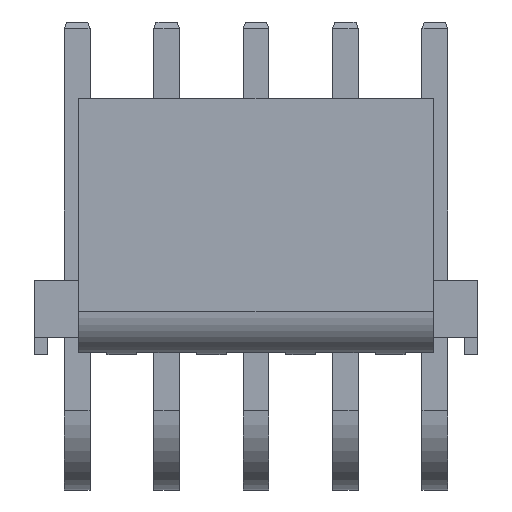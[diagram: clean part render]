
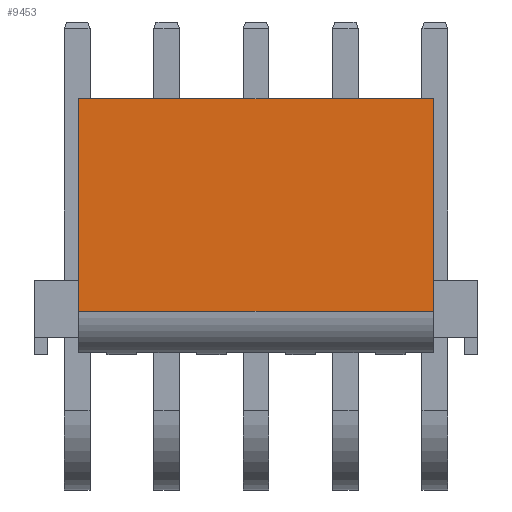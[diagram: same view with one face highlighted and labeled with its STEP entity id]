
A CAD part, top view. The second image highlights one B-rep face of the part: STEP entity #9453.
In plain terms, the highlighted planar face has unit normal (0, 0, 1).
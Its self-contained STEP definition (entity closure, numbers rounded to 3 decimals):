
#1681 = PLANE('',#1682);
#1682 = AXIS2_PLACEMENT_3D('',#1683,#1684,#1685);
#1683 = CARTESIAN_POINT('',(15.765,19.345,10.01));
#1684 = DIRECTION('',(-1.,0.,0.));
#1685 = DIRECTION('',(0.,-1.,0.));
#2183 = PLANE('',#2184);
#2184 = AXIS2_PLACEMENT_3D('',#2185,#2186,#2187);
#2185 = CARTESIAN_POINT('',(0.075,4.715,10.01));
#2186 = DIRECTION('',(1.,0.,0.));
#2187 = DIRECTION('',(0.,1.,0.));
#4319 = EDGE_CURVE('',#4320,#4322,#4324,.T.);
#4320 = VERTEX_POINT('',#4321);
#4321 = CARTESIAN_POINT('',(0.075,7.32,10.01));
#4322 = VERTEX_POINT('',#4323);
#4323 = CARTESIAN_POINT('',(0.075,16.74,10.01));
#4324 = SURFACE_CURVE('',#4325,(#4329,#4336),.PCURVE_S1.);
#4325 = LINE('',#4326,#4327);
#4326 = CARTESIAN_POINT('',(0.075,4.715,10.01));
#4327 = VECTOR('',#4328,1.);
#4328 = DIRECTION('',(0.,1.,0.));
#4329 = PCURVE('',#2183,#4330);
#4330 = DEFINITIONAL_REPRESENTATION('',(#4331),#4335);
#4331 = LINE('',#4332,#4333);
#4332 = CARTESIAN_POINT('',(0.,0.));
#4333 = VECTOR('',#4334,1.);
#4334 = DIRECTION('',(1.,0.));
#4335 = ( GEOMETRIC_REPRESENTATION_CONTEXT(2)
PARAMETRIC_REPRESENTATION_CONTEXT() REPRESENTATION_CONTEXT('2D SPACE',''
) );
#4336 = PCURVE('',#4337,#4342);
#4337 = PLANE('',#4338);
#4338 = AXIS2_PLACEMENT_3D('',#4339,#4340,#4341);
#4339 = CARTESIAN_POINT('',(17.745,16.74,10.01));
#4340 = DIRECTION('',(0.,0.,1.));
#4341 = DIRECTION('',(0.,-1.,0.));
#4342 = DEFINITIONAL_REPRESENTATION('',(#4343),#4347);
#4343 = LINE('',#4344,#4345);
#4344 = CARTESIAN_POINT('',(12.025,-17.67));
#4345 = VECTOR('',#4346,1.);
#4346 = DIRECTION('',(-1.,0.));
#4347 = ( GEOMETRIC_REPRESENTATION_CONTEXT(2)
PARAMETRIC_REPRESENTATION_CONTEXT() REPRESENTATION_CONTEXT('2D SPACE',''
) );
#4366 = CYLINDRICAL_SURFACE('',#4367,1.948);
#4367 = AXIS2_PLACEMENT_3D('',#4368,#4369,#4370);
#4368 = CARTESIAN_POINT('',(17.745,7.357,8.063));
#4369 = DIRECTION('',(1.,0.,0.));
#4370 = DIRECTION('',(0.,-0.019,
1.));
#4598 = PLANE('',#4599);
#4599 = AXIS2_PLACEMENT_3D('',#4600,#4601,#4602);
#4600 = CARTESIAN_POINT('',(17.745,16.74,9.24));
#4601 = DIRECTION('',(0.,1.,0.));
#4602 = DIRECTION('',(0.,0.,1.));
#5523 = EDGE_CURVE('',#5524,#5526,#5528,.T.);
#5524 = VERTEX_POINT('',#5525);
#5525 = CARTESIAN_POINT('',(15.765,16.74,10.01));
#5526 = VERTEX_POINT('',#5527);
#5527 = CARTESIAN_POINT('',(15.765,7.32,10.01));
#5528 = SURFACE_CURVE('',#5529,(#5533,#5540),.PCURVE_S1.);
#5529 = LINE('',#5530,#5531);
#5530 = CARTESIAN_POINT('',(15.765,19.345,10.01));
#5531 = VECTOR('',#5532,1.);
#5532 = DIRECTION('',(0.,-1.,0.));
#5533 = PCURVE('',#1681,#5534);
#5534 = DEFINITIONAL_REPRESENTATION('',(#5535),#5539);
#5535 = LINE('',#5536,#5537);
#5536 = CARTESIAN_POINT('',(0.,0.));
#5537 = VECTOR('',#5538,1.);
#5538 = DIRECTION('',(1.,0.));
#5539 = ( GEOMETRIC_REPRESENTATION_CONTEXT(2)
PARAMETRIC_REPRESENTATION_CONTEXT() REPRESENTATION_CONTEXT('2D SPACE',''
) );
#5540 = PCURVE('',#4337,#5541);
#5541 = DEFINITIONAL_REPRESENTATION('',(#5542),#5546);
#5542 = LINE('',#5543,#5544);
#5543 = CARTESIAN_POINT('',(-2.605,-1.98));
#5544 = VECTOR('',#5545,1.);
#5545 = DIRECTION('',(1.,0.));
#5546 = ( GEOMETRIC_REPRESENTATION_CONTEXT(2)
PARAMETRIC_REPRESENTATION_CONTEXT() REPRESENTATION_CONTEXT('2D SPACE',''
) );
#9453 = ADVANCED_FACE('',(#9454),#4337,.T.);
#9454 = FACE_BOUND('',#9455,.T.);
#9455 = EDGE_LOOP('',(#9456,#9457,#9478,#9479));
#9456 = ORIENTED_EDGE('',*,*,#5523,.F.);
#9457 = ORIENTED_EDGE('',*,*,#9458,.T.);
#9458 = EDGE_CURVE('',#5524,#4322,#9459,.T.);
#9459 = SURFACE_CURVE('',#9460,(#9464,#9471),.PCURVE_S1.);
#9460 = LINE('',#9461,#9462);
#9461 = CARTESIAN_POINT('',(17.745,16.74,10.01));
#9462 = VECTOR('',#9463,1.);
#9463 = DIRECTION('',(-1.,0.,0.));
#9464 = PCURVE('',#4337,#9465);
#9465 = DEFINITIONAL_REPRESENTATION('',(#9466),#9470);
#9466 = LINE('',#9467,#9468);
#9467 = CARTESIAN_POINT('',(0.,0.));
#9468 = VECTOR('',#9469,1.);
#9469 = DIRECTION('',(0.,-1.));
#9470 = ( GEOMETRIC_REPRESENTATION_CONTEXT(2)
PARAMETRIC_REPRESENTATION_CONTEXT() REPRESENTATION_CONTEXT('2D SPACE',''
) );
#9471 = PCURVE('',#4598,#9472);
#9472 = DEFINITIONAL_REPRESENTATION('',(#9473),#9477);
#9473 = LINE('',#9474,#9475);
#9474 = CARTESIAN_POINT('',(0.77,0.));
#9475 = VECTOR('',#9476,1.);
#9476 = DIRECTION('',(0.,-1.));
#9477 = ( GEOMETRIC_REPRESENTATION_CONTEXT(2)
PARAMETRIC_REPRESENTATION_CONTEXT() REPRESENTATION_CONTEXT('2D SPACE',''
) );
#9478 = ORIENTED_EDGE('',*,*,#4319,.F.);
#9479 = ORIENTED_EDGE('',*,*,#9480,.F.);
#9480 = EDGE_CURVE('',#5526,#4320,#9481,.T.);
#9481 = SURFACE_CURVE('',#9482,(#9486,#9493),.PCURVE_S1.);
#9482 = LINE('',#9483,#9484);
#9483 = CARTESIAN_POINT('',(17.745,7.32,10.01));
#9484 = VECTOR('',#9485,1.);
#9485 = DIRECTION('',(-1.,0.,0.));
#9486 = PCURVE('',#4337,#9487);
#9487 = DEFINITIONAL_REPRESENTATION('',(#9488),#9492);
#9488 = LINE('',#9489,#9490);
#9489 = CARTESIAN_POINT('',(9.42,0.));
#9490 = VECTOR('',#9491,1.);
#9491 = DIRECTION('',(0.,-1.));
#9492 = ( GEOMETRIC_REPRESENTATION_CONTEXT(2)
PARAMETRIC_REPRESENTATION_CONTEXT() REPRESENTATION_CONTEXT('2D SPACE',''
) );
#9493 = PCURVE('',#4366,#9494);
#9494 = DEFINITIONAL_REPRESENTATION('',(#9495),#9499);
#9495 = LINE('',#9496,#9497);
#9496 = CARTESIAN_POINT('',(0.,0.));
#9497 = VECTOR('',#9498,1.);
#9498 = DIRECTION('',(0.,-1.));
#9499 = ( GEOMETRIC_REPRESENTATION_CONTEXT(2)
PARAMETRIC_REPRESENTATION_CONTEXT() REPRESENTATION_CONTEXT('2D SPACE',''
) );
